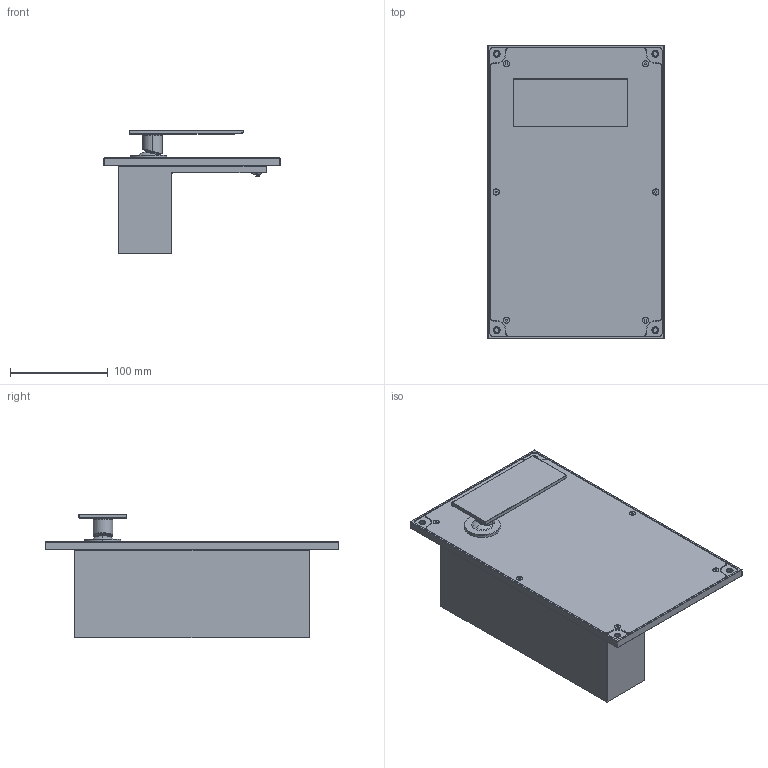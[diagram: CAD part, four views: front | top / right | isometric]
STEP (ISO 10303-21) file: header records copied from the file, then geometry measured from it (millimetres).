
FILE_DESCRIPTION(/* description */ ('AP214 STEP file'),/* implementation_level */ '2;1');
FILE_NAME(/* name */ '1047450000_out.stp',/* time_stamp */ '2025-01-06T08:25:33+01:00',/* author */ (''),/* organization */ (''),/* preprocessor_version */ 'ST-DEVELOPER v18.1',/* originating_system */ 'Elysium Co. Ltd. STEP Translator v8.3.0.0',/* authorisation */ '');
FILE_SCHEMA (('AUTOMOTIVE_DESIGN { 1 0 10303 214 3 1 1 }'));
Length unit declared in the file: millimetre
Products named in the file (1): 1047450000_extract
Bounding box: 180 x 300 x 126.39 mm (x, y, z)
Volume: 1811169.7 mm3; surface area: 189255.4 mm2
Topology: 1 solids, 1 shells, 753 faces, 2199 edges, 1459 vertices
Faces by surface type: bspline 293, plane 225, cylinder 140, cone 35, torus 32, sphere 26, extrusion 2
Entity records: 40719 total; most frequent: CARTESIAN_POINT 19311, ORIENTED_EDGE 4398, EDGE_CURVE 2199, STYLED_ITEM 1506, VERTEX_POINT 1459, B_SPLINE_CURVE_WITH_KNOTS 1223, AXIS2_PLACEMENT_3D 857, EDGE_LOOP 845
